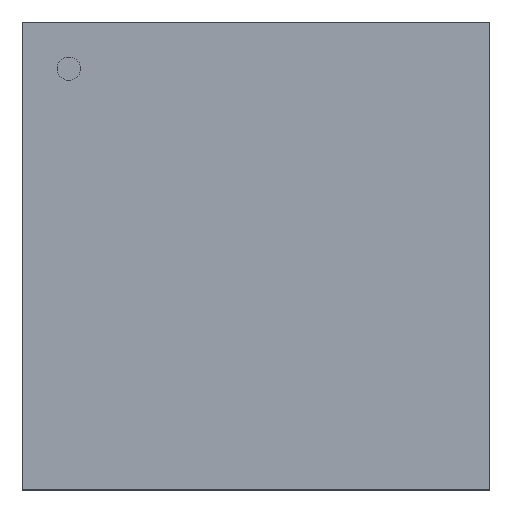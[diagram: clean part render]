
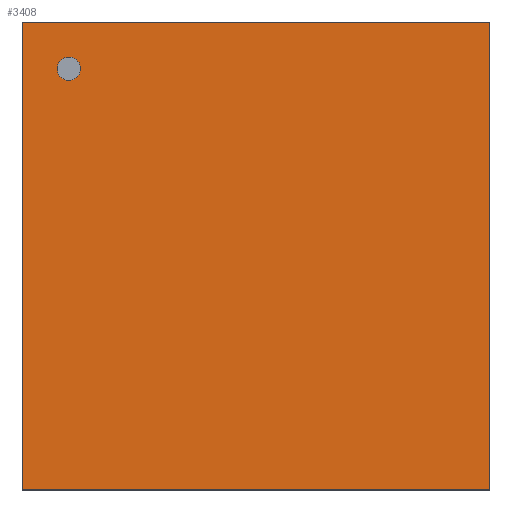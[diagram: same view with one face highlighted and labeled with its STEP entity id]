
A CAD part, top view. The second image highlights one B-rep face of the part: STEP entity #3408.
In plain terms, the highlighted planar face has unit normal (0, 0, 1).
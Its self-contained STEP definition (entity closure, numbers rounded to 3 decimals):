
#3184=CARTESIAN_POINT('',(2.299,-2.299,0.991));
#3183=VERTEX_POINT('',#3184);
#3194=CARTESIAN_POINT('',(-2.299,-2.299,0.991));
#3193=VERTEX_POINT('',#3194);
#3192=EDGE_CURVE('',#3193,#3183,#3197,.T.);
#3197=LINE('',#3194,#3199);
#3199=VECTOR('',#3200,4.597);
#3200=DIRECTION('',(1.0,0.0,0.0));
#3233=CARTESIAN_POINT('',(2.299,2.299,0.991));
#3232=VERTEX_POINT('',#3233);
#3241=EDGE_CURVE('',#3183,#3232,#3246,.T.);
#3246=LINE('',#3184,#3248);
#3248=VECTOR('',#3249,4.597);
#3249=DIRECTION('',(0.0,1.0,0.0));
#3282=CARTESIAN_POINT('',(-2.299,2.299,0.991));
#3281=VERTEX_POINT('',#3282);
#3290=EDGE_CURVE('',#3232,#3281,#3295,.T.);
#3295=LINE('',#3233,#3297);
#3297=VECTOR('',#3298,4.597);
#3298=DIRECTION('',(-1.0,0.0,0.0));
#3339=EDGE_CURVE('',#3281,#3193,#3344,.T.);
#3344=LINE('',#3282,#3346);
#3346=VECTOR('',#3347,4.597);
#3347=DIRECTION('',(0.0,-1.0,0.0));
#3408=ADVANCED_FACE('',(#3414),#3409,.T.);
#3409=PLANE('',#3410);
#3410=AXIS2_PLACEMENT_3D('',#3411,#3412,#3413);
#3411=CARTESIAN_POINT('',(-2.299,-2.299,0.991));
#3412=DIRECTION('',(0.0,0.0,1.0));
#3413=DIRECTION('',(0.,1.,0.));
#3414=FACE_OUTER_BOUND('',#3415,.T.);
#3415=EDGE_LOOP('',(#3416,#3426,#3436,#3446));
#3416=ORIENTED_EDGE('',*,*,#3192,.T.);
#3426=ORIENTED_EDGE('',*,*,#3241,.T.);
#3436=ORIENTED_EDGE('',*,*,#3290,.T.);
#3446=ORIENTED_EDGE('',*,*,#3339,.T.);
